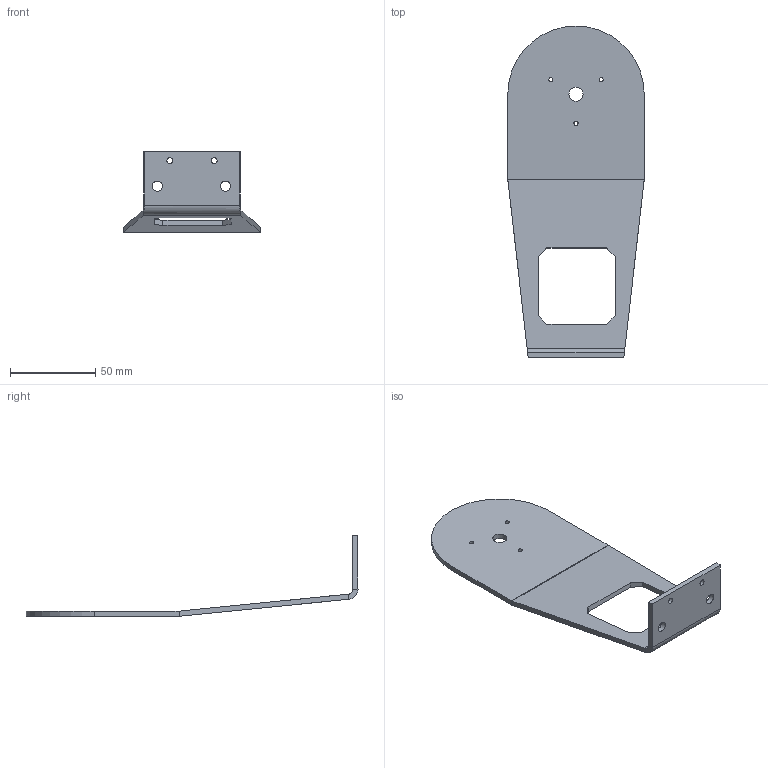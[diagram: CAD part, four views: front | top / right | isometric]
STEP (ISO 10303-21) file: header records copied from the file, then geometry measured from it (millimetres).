
FILE_DESCRIPTION(/* description */ (''),/* implementation_level */ '2;1');
FILE_NAME(/* name */ 'RR-PCSS-2021-W3M1.1.stp',/* time_stamp */ '2021-10-25T15:19:28+02:00',/* author */ ('marci'),/* organization */ (''),/* preprocessor_version */ 'ST-DEVELOPER v18.1',/* originating_system */ 'Autodesk Inventor 2021',/* authorisation */ '');
FILE_SCHEMA (('AUTOMOTIVE_DESIGN { 1 0 10303 214 3 1 1 }'));
Length unit declared in the file: millimetre
Products named in the file (1): RR-PCSS-2021-W3M1.1
Bounding box: 80 x 194.6 x 47.18 mm (x, y, z)
Volume: 40079.7 mm3; surface area: 29224.8 mm2
Topology: 1 solids, 1 shells, 38 faces, 97 edges, 61 vertices
Faces by surface type: plane 25, cylinder 13
Full cylindrical faces by diameter (mm): 2.459 x3, 3.4 x2, 6 x2, 8.3 x1
Entity records: 1221 total; most frequent: DIRECTION 206, CARTESIAN_POINT 197, ORIENTED_EDGE 194, EDGE_CURVE 97, AXIS2_PLACEMENT_3D 70, LINE 66, VECTOR 66, VERTEX_POINT 61
